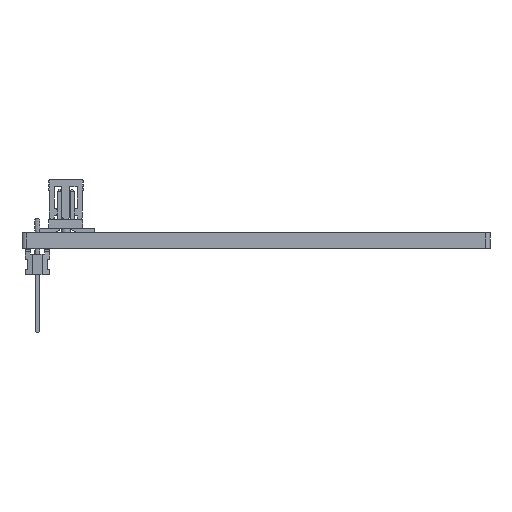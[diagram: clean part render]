
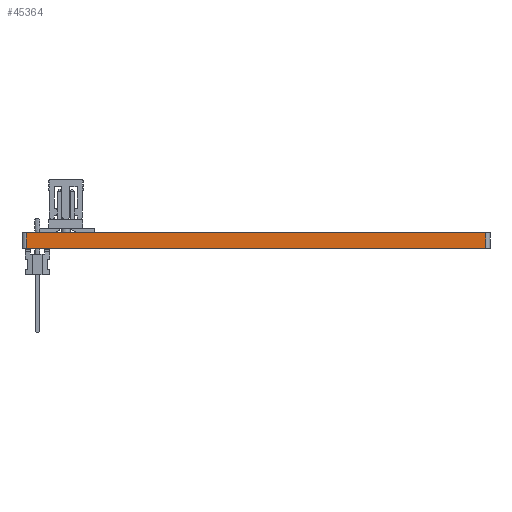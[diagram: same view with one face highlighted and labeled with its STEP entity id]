
A CAD part, front view. The second image highlights one B-rep face of the part: STEP entity #45364.
In plain terms, the highlighted planar face has unit normal (0, -1, 0).
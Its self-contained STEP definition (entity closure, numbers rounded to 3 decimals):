
#42335 = PLANE('',#42336);
#42336 = AXIS2_PLACEMENT_3D('',#42337,#42338,#42339);
#42337 = CARTESIAN_POINT('',(152.312,-101.802,1.6));
#42338 = DIRECTION('',(-0.,-0.,-1.));
#42339 = DIRECTION('',(-1.,0.,0.));
#42389 = PLANE('',#42390);
#42390 = AXIS2_PLACEMENT_3D('',#42391,#42392,#42393);
#42391 = CARTESIAN_POINT('',(152.312,-101.802,0.));
#42392 = DIRECTION('',(-0.,-0.,-1.));
#42393 = DIRECTION('',(-1.,0.,0.));
#42602 = VERTEX_POINT('',#42603);
#42603 = CARTESIAN_POINT('',(175.7,-125.1,0.));
#42622 = CYLINDRICAL_SURFACE('',#42623,0.4);
#42623 = AXIS2_PLACEMENT_3D('',#42624,#42625,#42626);
#42624 = CARTESIAN_POINT('',(175.7,-124.7,0.));
#42625 = DIRECTION('',(-0.,-0.,-1.));
#42626 = DIRECTION('',(1.,0.,-0.));
#42634 = EDGE_CURVE('',#42602,#42635,#42637,.T.);
#42635 = VERTEX_POINT('',#42636);
#42636 = CARTESIAN_POINT('',(129.7,-125.1,0.));
#42637 = SURFACE_CURVE('',#42638,(#42642,#42649),.PCURVE_S1.);
#42638 = LINE('',#42639,#42640);
#42639 = CARTESIAN_POINT('',(175.7,-125.1,0.));
#42640 = VECTOR('',#42641,1.);
#42641 = DIRECTION('',(-1.,0.,0.));
#42642 = PCURVE('',#42389,#42643);
#42643 = DEFINITIONAL_REPRESENTATION('',(#42644),#42648);
#42644 = LINE('',#42645,#42646);
#42645 = CARTESIAN_POINT('',(-23.388,-23.298));
#42646 = VECTOR('',#42647,1.);
#42647 = DIRECTION('',(1.,0.));
#42648 = ( GEOMETRIC_REPRESENTATION_CONTEXT(2) 
PARAMETRIC_REPRESENTATION_CONTEXT() REPRESENTATION_CONTEXT('2D SPACE',''
  ) );
#42649 = PCURVE('',#42650,#42655);
#42650 = PLANE('',#42651);
#42651 = AXIS2_PLACEMENT_3D('',#42652,#42653,#42654);
#42652 = CARTESIAN_POINT('',(175.7,-125.1,0.));
#42653 = DIRECTION('',(0.,-1.,0.));
#42654 = DIRECTION('',(-1.,0.,0.));
#42655 = DEFINITIONAL_REPRESENTATION('',(#42656),#42660);
#42656 = LINE('',#42657,#42658);
#42657 = CARTESIAN_POINT('',(0.,0.));
#42658 = VECTOR('',#42659,1.);
#42659 = DIRECTION('',(1.,0.));
#42660 = ( GEOMETRIC_REPRESENTATION_CONTEXT(2) 
PARAMETRIC_REPRESENTATION_CONTEXT() REPRESENTATION_CONTEXT('2D SPACE',''
  ) );
#42683 = CYLINDRICAL_SURFACE('',#42684,0.4);
#42684 = AXIS2_PLACEMENT_3D('',#42685,#42686,#42687);
#42685 = CARTESIAN_POINT('',(129.7,-124.7,0.));
#42686 = DIRECTION('',(-0.,-0.,-1.));
#42687 = DIRECTION('',(1.,0.,-0.));
#44038 = VERTEX_POINT('',#44039);
#44039 = CARTESIAN_POINT('',(175.7,-125.1,1.6));
#44065 = EDGE_CURVE('',#44038,#44066,#44068,.T.);
#44066 = VERTEX_POINT('',#44067);
#44067 = CARTESIAN_POINT('',(129.7,-125.1,1.6));
#44068 = SURFACE_CURVE('',#44069,(#44073,#44080),.PCURVE_S1.);
#44069 = LINE('',#44070,#44071);
#44070 = CARTESIAN_POINT('',(175.7,-125.1,1.6));
#44071 = VECTOR('',#44072,1.);
#44072 = DIRECTION('',(-1.,0.,0.));
#44073 = PCURVE('',#42335,#44074);
#44074 = DEFINITIONAL_REPRESENTATION('',(#44075),#44079);
#44075 = LINE('',#44076,#44077);
#44076 = CARTESIAN_POINT('',(-23.388,-23.298));
#44077 = VECTOR('',#44078,1.);
#44078 = DIRECTION('',(1.,0.));
#44079 = ( GEOMETRIC_REPRESENTATION_CONTEXT(2) 
PARAMETRIC_REPRESENTATION_CONTEXT() REPRESENTATION_CONTEXT('2D SPACE',''
  ) );
#44080 = PCURVE('',#42650,#44081);
#44081 = DEFINITIONAL_REPRESENTATION('',(#44082),#44086);
#44082 = LINE('',#44083,#44084);
#44083 = CARTESIAN_POINT('',(0.,-1.6));
#44084 = VECTOR('',#44085,1.);
#44085 = DIRECTION('',(1.,0.));
#44086 = ( GEOMETRIC_REPRESENTATION_CONTEXT(2) 
PARAMETRIC_REPRESENTATION_CONTEXT() REPRESENTATION_CONTEXT('2D SPACE',''
  ) );
#45314 = EDGE_CURVE('',#42602,#44038,#45315,.T.);
#45315 = SURFACE_CURVE('',#45316,(#45320,#45327),.PCURVE_S1.);
#45316 = LINE('',#45317,#45318);
#45317 = CARTESIAN_POINT('',(175.7,-125.1,0.));
#45318 = VECTOR('',#45319,1.);
#45319 = DIRECTION('',(0.,0.,1.));
#45320 = PCURVE('',#42622,#45321);
#45321 = DEFINITIONAL_REPRESENTATION('',(#45322),#45326);
#45322 = LINE('',#45323,#45324);
#45323 = CARTESIAN_POINT('',(-4.712,0.));
#45324 = VECTOR('',#45325,1.);
#45325 = DIRECTION('',(-0.,-1.));
#45326 = ( GEOMETRIC_REPRESENTATION_CONTEXT(2) 
PARAMETRIC_REPRESENTATION_CONTEXT() REPRESENTATION_CONTEXT('2D SPACE',''
  ) );
#45327 = PCURVE('',#42650,#45328);
#45328 = DEFINITIONAL_REPRESENTATION('',(#45329),#45333);
#45329 = LINE('',#45330,#45331);
#45330 = CARTESIAN_POINT('',(0.,0.));
#45331 = VECTOR('',#45332,1.);
#45332 = DIRECTION('',(0.,-1.));
#45333 = ( GEOMETRIC_REPRESENTATION_CONTEXT(2) 
PARAMETRIC_REPRESENTATION_CONTEXT() REPRESENTATION_CONTEXT('2D SPACE',''
  ) );
#45364 = ADVANCED_FACE('',(#45365),#42650,.T.);
#45365 = FACE_BOUND('',#45366,.T.);
#45366 = EDGE_LOOP('',(#45367,#45368,#45369,#45390));
#45367 = ORIENTED_EDGE('',*,*,#45314,.T.);
#45368 = ORIENTED_EDGE('',*,*,#44065,.T.);
#45369 = ORIENTED_EDGE('',*,*,#45370,.F.);
#45370 = EDGE_CURVE('',#42635,#44066,#45371,.T.);
#45371 = SURFACE_CURVE('',#45372,(#45376,#45383),.PCURVE_S1.);
#45372 = LINE('',#45373,#45374);
#45373 = CARTESIAN_POINT('',(129.7,-125.1,0.));
#45374 = VECTOR('',#45375,1.);
#45375 = DIRECTION('',(0.,0.,1.));
#45376 = PCURVE('',#42650,#45377);
#45377 = DEFINITIONAL_REPRESENTATION('',(#45378),#45382);
#45378 = LINE('',#45379,#45380);
#45379 = CARTESIAN_POINT('',(46.,0.));
#45380 = VECTOR('',#45381,1.);
#45381 = DIRECTION('',(0.,-1.));
#45382 = ( GEOMETRIC_REPRESENTATION_CONTEXT(2) 
PARAMETRIC_REPRESENTATION_CONTEXT() REPRESENTATION_CONTEXT('2D SPACE',''
  ) );
#45383 = PCURVE('',#42683,#45384);
#45384 = DEFINITIONAL_REPRESENTATION('',(#45385),#45389);
#45385 = LINE('',#45386,#45387);
#45386 = CARTESIAN_POINT('',(-4.712,0.));
#45387 = VECTOR('',#45388,1.);
#45388 = DIRECTION('',(-0.,-1.));
#45389 = ( GEOMETRIC_REPRESENTATION_CONTEXT(2) 
PARAMETRIC_REPRESENTATION_CONTEXT() REPRESENTATION_CONTEXT('2D SPACE',''
  ) );
#45390 = ORIENTED_EDGE('',*,*,#42634,.F.);
